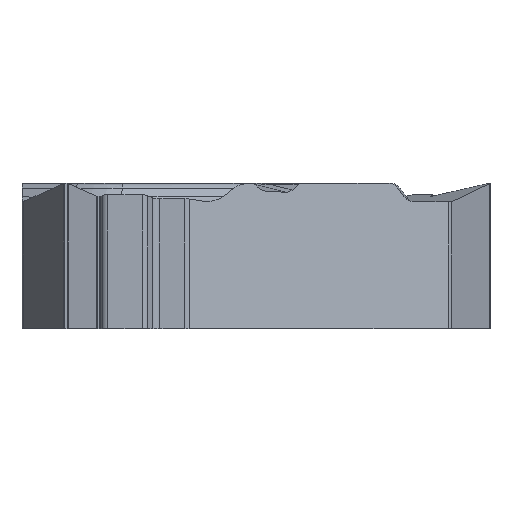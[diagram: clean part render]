
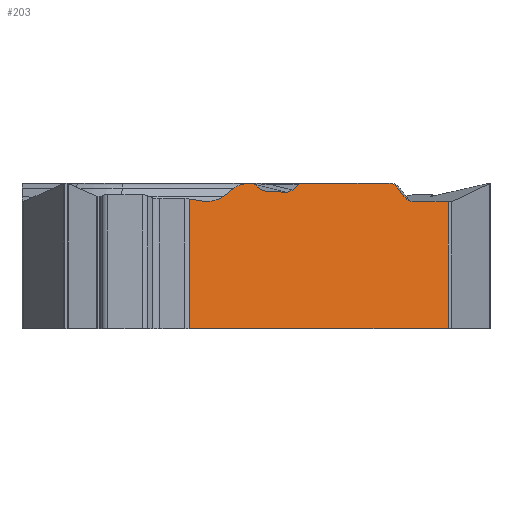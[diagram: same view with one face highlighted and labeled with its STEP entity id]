
A CAD part, front view. The second image highlights one B-rep face of the part: STEP entity #203.
In plain terms, the highlighted planar face has unit normal (0.5, -0.866, 0).
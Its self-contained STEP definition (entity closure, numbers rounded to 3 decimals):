
#203=ADVANCED_FACE('',(#378),#318,.F.);
#318=PLANE('',#2453);
#378=FACE_OUTER_BOUND('',#500,.T.);
#500=EDGE_LOOP('',(#790,#791,#792,#793,#794,#795,#796,#797,#798,#799,#800,
#801,#802,#803,#804,#805,#806,#807,#808,#809));
#633=ELLIPSE('',#2447,0.392,0.32);
#634=ELLIPSE('',#2448,0.377,0.32);
#635=ELLIPSE('',#2449,0.167,0.15);
#636=ELLIPSE('',#2450,0.15,0.15);
#637=ELLIPSE('',#2451,0.64,0.32);
#638=ELLIPSE('',#2452,0.64,0.32);
#790=ORIENTED_EDGE('',*,*,#1683,.F.);
#791=ORIENTED_EDGE('',*,*,#1684,.T.);
#792=ORIENTED_EDGE('',*,*,#1685,.F.);
#793=ORIENTED_EDGE('',*,*,#1686,.T.);
#794=ORIENTED_EDGE('',*,*,#1687,.T.);
#795=ORIENTED_EDGE('',*,*,#1688,.F.);
#796=ORIENTED_EDGE('',*,*,#1689,.F.);
#797=ORIENTED_EDGE('',*,*,#1690,.F.);
#798=ORIENTED_EDGE('',*,*,#1691,.T.);
#799=ORIENTED_EDGE('',*,*,#1692,.T.);
#800=ORIENTED_EDGE('',*,*,#1693,.T.);
#801=ORIENTED_EDGE('',*,*,#1694,.T.);
#802=ORIENTED_EDGE('',*,*,#1695,.T.);
#803=ORIENTED_EDGE('',*,*,#1696,.F.);
#804=ORIENTED_EDGE('',*,*,#1697,.F.);
#805=ORIENTED_EDGE('',*,*,#1698,.F.);
#806=ORIENTED_EDGE('',*,*,#1699,.F.);
#807=ORIENTED_EDGE('',*,*,#1700,.T.);
#808=ORIENTED_EDGE('',*,*,#1701,.T.);
#809=ORIENTED_EDGE('',*,*,#1702,.T.);
#1440=VERTEX_POINT('',#4059);
#1441=VERTEX_POINT('',#4060);
#1442=VERTEX_POINT('',#4062);
#1443=VERTEX_POINT('',#4064);
#1444=VERTEX_POINT('',#4066);
#1445=VERTEX_POINT('',#4068);
#1446=VERTEX_POINT('',#4070);
#1447=VERTEX_POINT('',#4072);
#1448=VERTEX_POINT('',#4074);
#1449=VERTEX_POINT('',#4076);
#1450=VERTEX_POINT('',#4087);
#1451=VERTEX_POINT('',#4089);
#1452=VERTEX_POINT('',#4103);
#1453=VERTEX_POINT('',#4105);
#1454=VERTEX_POINT('',#4107);
#1455=VERTEX_POINT('',#4109);
#1456=VERTEX_POINT('',#4111);
#1457=VERTEX_POINT('',#4113);
#1458=VERTEX_POINT('',#4115);
#1459=VERTEX_POINT('',#4117);
#1683=EDGE_CURVE('',#1440,#1441,#1986,.T.);
#1684=EDGE_CURVE('',#1440,#1442,#1987,.T.);
#1685=EDGE_CURVE('',#1443,#1442,#1988,.T.);
#1686=EDGE_CURVE('',#1443,#1444,#633,.T.);
#1687=EDGE_CURVE('',#1444,#1445,#1989,.T.);
#1688=EDGE_CURVE('',#1446,#1445,#634,.T.);
#1689=EDGE_CURVE('',#1447,#1446,#1990,.T.);
#1690=EDGE_CURVE('',#1448,#1447,#635,.T.);
#1691=EDGE_CURVE('',#1448,#1449,#1991,.T.);
#1692=EDGE_CURVE('',#1449,#1450,#2345,.T.);
#1693=EDGE_CURVE('',#1450,#1451,#1992,.T.);
#1694=EDGE_CURVE('',#1451,#1452,#2346,.T.);
#1695=EDGE_CURVE('',#1452,#1453,#1993,.T.);
#1696=EDGE_CURVE('',#1454,#1453,#636,.T.);
#1697=EDGE_CURVE('',#1455,#1454,#1994,.T.);
#1698=EDGE_CURVE('',#1456,#1455,#637,.T.);
#1699=EDGE_CURVE('',#1457,#1456,#1995,.T.);
#1700=EDGE_CURVE('',#1457,#1458,#638,.T.);
#1701=EDGE_CURVE('',#1458,#1459,#1996,.T.);
#1702=EDGE_CURVE('',#1459,#1441,#1997,.T.);
#1986=LINE('',#4058,#2184);
#1987=LINE('',#4061,#2185);
#1988=LINE('',#4063,#2186);
#1989=LINE('',#4067,#2187);
#1990=LINE('',#4071,#2188);
#1991=LINE('',#4075,#2189);
#1992=LINE('',#4088,#2190);
#1993=LINE('',#4104,#2191);
#1994=LINE('',#4108,#2192);
#1995=LINE('',#4112,#2193);
#1996=LINE('',#4116,#2194);
#1997=LINE('',#4118,#2195);
#2184=VECTOR('',#2796,1.);
#2185=VECTOR('',#2797,1.);
#2186=VECTOR('',#2798,1.);
#2187=VECTOR('',#2801,1.);
#2188=VECTOR('',#2804,1.);
#2189=VECTOR('',#2807,1.);
#2190=VECTOR('',#2808,1.);
#2191=VECTOR('',#2809,1.);
#2192=VECTOR('',#2812,1.);
#2193=VECTOR('',#2815,1.);
#2194=VECTOR('',#2818,1.);
#2195=VECTOR('',#2819,1.);
#2345=B_SPLINE_CURVE_WITH_KNOTS('',3,(#4077,#4078,#4079,#4080,#4081,#4082,
#4083,#4084,#4085,#4086),.UNSPECIFIED.,.F.,.F.,(4,3,3,4),(0.,0.474,
0.706,1.),.UNSPECIFIED.);
#2346=B_SPLINE_CURVE_WITH_KNOTS('',3,(#4090,#4091,#4092,#4093,#4094,#4095,
#4096,#4097,#4098,#4099,#4100,#4101,#4102),.UNSPECIFIED.,.F.,.F.,(4,3,3,
3,4),(0.,0.25,0.499,0.746,1.),
 .UNSPECIFIED.);
#2447=AXIS2_PLACEMENT_3D('',#4065,#2799,#2800);
#2448=AXIS2_PLACEMENT_3D('',#4069,#2802,#2803);
#2449=AXIS2_PLACEMENT_3D('',#4073,#2805,#2806);
#2450=AXIS2_PLACEMENT_3D('',#4106,#2810,#2811);
#2451=AXIS2_PLACEMENT_3D('',#4110,#2813,#2814);
#2452=AXIS2_PLACEMENT_3D('',#4114,#2816,#2817);
#2453=AXIS2_PLACEMENT_3D('',#4119,#2820,#2821);
#2796=DIRECTION('',(-0.866,-0.5,0.));
#2797=DIRECTION('',(0.,0.,1.));
#2798=DIRECTION('',(0.866,0.5,0.));
#2799=DIRECTION('',(-0.5,0.866,0.));
#2800=DIRECTION('',(-0.859,-0.496,0.124));
#2801=DIRECTION('',(-0.563,-0.325,0.759));
#2802=DIRECTION('',(-0.5,0.866,0.));
#2803=DIRECTION('',(-0.866,-0.5,0.));
#2804=DIRECTION('',(0.866,0.5,0.));
#2805=DIRECTION('',(-0.5,0.866,0.));
#2806=DIRECTION('',(-0.866,-0.5,0.));
#2807=DIRECTION('',(-0.687,-0.397,-0.608));
#2808=DIRECTION('',(-0.865,-0.499,0.049));
#2809=DIRECTION('',(-0.656,-0.378,0.653));
#2810=DIRECTION('',(-0.5,0.866,0.));
#2811=DIRECTION('',(0.866,0.5,0.));
#2812=DIRECTION('',(0.866,0.5,0.));
#2813=DIRECTION('',(-0.5,0.866,0.));
#2814=DIRECTION('',(-0.866,-0.5,0.));
#2815=DIRECTION('',(0.713,0.412,0.567));
#2816=DIRECTION('',(-0.5,0.866,0.));
#2817=DIRECTION('',(0.866,0.5,0.));
#2818=DIRECTION('',(-0.858,-0.496,0.133));
#2819=DIRECTION('',(0.,0.,-1.));
#2820=DIRECTION('',(-0.5,0.866,0.));
#2821=DIRECTION('',(-0.866,-0.5,0.));
#4058=CARTESIAN_POINT('',(8.733,-0.457,-3.97));
#4059=CARTESIAN_POINT('',(6.896,-1.518,-3.97));
#4060=CARTESIAN_POINT('',(-0.186,-5.607,-3.97));
#4061=CARTESIAN_POINT('',(6.896,-1.518,0.));
#4062=CARTESIAN_POINT('',(6.896,-1.518,-0.5));
#4063=CARTESIAN_POINT('',(-3.971,-7.792,-0.5));
#4064=CARTESIAN_POINT('',(5.974,-2.05,-0.5));
#4065=CARTESIAN_POINT('',(5.957,-2.06,-0.179));
#4066=CARTESIAN_POINT('',(5.684,-2.218,-0.355));
#4067=CARTESIAN_POINT('',(1.445,-4.665,5.358));
#4068=CARTESIAN_POINT('',(5.518,-2.313,-0.132));
#4069=CARTESIAN_POINT('',(5.254,-2.466,-0.32));
#4070=CARTESIAN_POINT('',(5.254,-2.466,0.));
#4071=CARTESIAN_POINT('',(-3.971,-7.792,0.));
#4072=CARTESIAN_POINT('',(2.884,-3.834,0.));
#4073=CARTESIAN_POINT('',(2.884,-3.834,-0.15));
#4074=CARTESIAN_POINT('',(2.79,-3.888,-0.036));
#4075=CARTESIAN_POINT('',(-1.455,-6.34,-3.792));
#4076=CARTESIAN_POINT('',(2.626,-3.983,-0.181));
#4077=CARTESIAN_POINT('',(2.626,-3.983,-0.181));
#4078=CARTESIAN_POINT('',(2.603,-3.996,-0.201));
#4079=CARTESIAN_POINT('',(2.577,-4.011,-0.217));
#4080=CARTESIAN_POINT('',(2.55,-4.027,-0.227));
#4081=CARTESIAN_POINT('',(2.536,-4.035,-0.232));
#4082=CARTESIAN_POINT('',(2.522,-4.043,-0.236));
#4083=CARTESIAN_POINT('',(2.508,-4.051,-0.238));
#4084=CARTESIAN_POINT('',(2.49,-4.061,-0.242));
#4085=CARTESIAN_POINT('',(2.472,-4.072,-0.243));
#4086=CARTESIAN_POINT('',(2.454,-4.082,-0.242));
#4087=CARTESIAN_POINT('',(2.454,-4.082,-0.242));
#4088=CARTESIAN_POINT('',(8.709,-0.471,-0.593));
#4089=CARTESIAN_POINT('',(1.894,-4.406,-0.21));
#4090=CARTESIAN_POINT('',(1.894,-4.406,-0.21));
#4091=CARTESIAN_POINT('',(1.878,-4.415,-0.209));
#4092=CARTESIAN_POINT('',(1.863,-4.424,-0.207));
#4093=CARTESIAN_POINT('',(1.847,-4.433,-0.203));
#4094=CARTESIAN_POINT('',(1.832,-4.442,-0.199));
#4095=CARTESIAN_POINT('',(1.817,-4.45,-0.194));
#4096=CARTESIAN_POINT('',(1.802,-4.459,-0.187));
#4097=CARTESIAN_POINT('',(1.788,-4.467,-0.18));
#4098=CARTESIAN_POINT('',(1.774,-4.475,-0.172));
#4099=CARTESIAN_POINT('',(1.761,-4.483,-0.163));
#4100=CARTESIAN_POINT('',(1.747,-4.491,-0.153));
#4101=CARTESIAN_POINT('',(1.734,-4.498,-0.142));
#4102=CARTESIAN_POINT('',(1.722,-4.505,-0.13));
#4103=CARTESIAN_POINT('',(1.722,-4.505,-0.13));
#4104=CARTESIAN_POINT('',(5.684,-2.218,-4.079));
#4105=CARTESIAN_POINT('',(1.628,-4.559,-0.036));
#4106=CARTESIAN_POINT('',(1.543,-4.608,-0.15));
#4107=CARTESIAN_POINT('',(1.543,-4.608,0.));
#4108=CARTESIAN_POINT('',(8.733,-0.457,0.));
#4109=CARTESIAN_POINT('',(1.475,-4.648,0.));
#4110=CARTESIAN_POINT('',(1.475,-4.648,-0.32));
#4111=CARTESIAN_POINT('',(1.027,-4.906,-0.132));
#4112=CARTESIAN_POINT('',(6.31,-1.856,4.066));
#4113=CARTESIAN_POINT('',(0.742,-5.071,-0.358));
#4114=CARTESIAN_POINT('',(0.294,-5.33,-0.17));
#4115=CARTESIAN_POINT('',(0.15,-5.412,-0.479));
#4116=CARTESIAN_POINT('',(8.528,-0.576,-1.775));
#4117=CARTESIAN_POINT('',(-0.186,-5.607,-0.427));
#4118=CARTESIAN_POINT('',(-0.186,-5.607,0.));
#4119=CARTESIAN_POINT('',(8.733,-0.457,0.));
